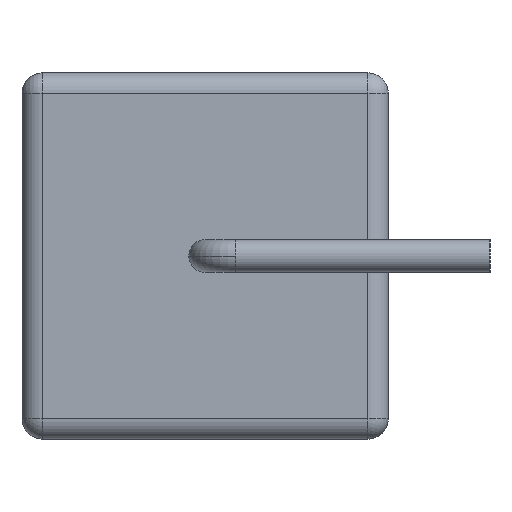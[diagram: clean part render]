
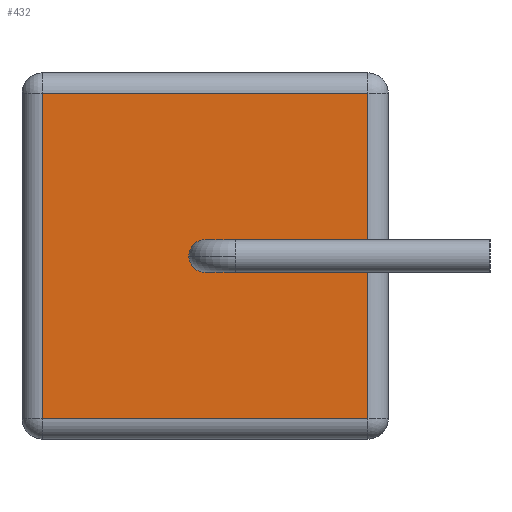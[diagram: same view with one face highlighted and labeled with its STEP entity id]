
A CAD part, left-side view. The second image highlights one B-rep face of the part: STEP entity #432.
In plain terms, the highlighted planar face has unit normal (-1, 0, 0).
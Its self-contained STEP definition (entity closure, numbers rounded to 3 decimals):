
#14 = VECTOR ( 'NONE', #684, 1000. ) ;
#63 = CARTESIAN_POINT ( 'NONE',  ( -37.5, 9.5, 4.5 ) ) ;
#113 = EDGE_CURVE ( 'NONE', #770, #724, #1090, .T. ) ;
#138 = DIRECTION ( 'NONE',  ( 0., 0., -1. ) ) ;
#219 = DIRECTION ( 'NONE',  ( 0., 0., -1. ) ) ;
#253 = CARTESIAN_POINT ( 'NONE',  ( -37.5, 9., -4. ) ) ;
#278 = DIRECTION ( 'NONE',  ( 0., 0., 1. ) ) ;
#285 = EDGE_LOOP ( 'NONE', ( #503, #693 ) ) ;
#286 = VERTEX_POINT ( 'NONE', #253 ) ;
#292 = EDGE_CURVE ( 'NONE', #286, #1149, #1030, .T. ) ;
#316 = CARTESIAN_POINT ( 'NONE',  ( -37.5, 9., 4. ) ) ;
#341 = CARTESIAN_POINT ( 'NONE',  ( -37.5, 9.5, -4. ) ) ;
#369 = LINE ( 'NONE', #690, #900 ) ;
#385 = VERTEX_POINT ( 'NONE', #789 ) ;
#392 = CARTESIAN_POINT ( 'NONE',  ( -37.5, 5., 0. ) ) ;
#413 = CIRCLE ( 'NONE', #764, 0.4 ) ;
#432 = ADVANCED_FACE ( 'NONE', ( #841, #719 ), #608, .F. ) ;
#456 = EDGE_CURVE ( 'NONE', #724, #286, #369, .T. ) ;
#459 = DIRECTION ( 'NONE',  ( 0., 0., -1. ) ) ;
#463 = ORIENTED_EDGE ( 'NONE', *, *, #456, .T. ) ;
#503 = ORIENTED_EDGE ( 'NONE', *, *, #673, .T. ) ;
#519 = DIRECTION ( 'NONE',  ( 1., 0., 0. ) ) ;
#526 = EDGE_CURVE ( 'NONE', #662, #385, #413, .T. ) ;
#546 = VECTOR ( 'NONE', #278, 1000. ) ;
#560 = EDGE_CURVE ( 'NONE', #1149, #770, #766, .T. ) ;
#562 = ORIENTED_EDGE ( 'NONE', *, *, #113, .T. ) ;
#580 = DIRECTION ( 'NONE',  ( 1., 0., 0. ) ) ;
#604 = CARTESIAN_POINT ( 'NONE',  ( -37.5, 1., -4. ) ) ;
#608 = PLANE ( 'NONE',  #889 ) ;
#632 = ORIENTED_EDGE ( 'NONE', *, *, #292, .T. ) ;
#662 = VERTEX_POINT ( 'NONE', #664 ) ;
#664 = CARTESIAN_POINT ( 'NONE',  ( -37.5, 5., 0.4 ) ) ;
#673 = EDGE_CURVE ( 'NONE', #385, #662, #717, .T. ) ;
#684 = DIRECTION ( 'NONE',  ( 0., -1., 0. ) ) ;
#690 = CARTESIAN_POINT ( 'NONE',  ( -37.5, 9., 4.5 ) ) ;
#691 = VECTOR ( 'NONE', #774, 1000. ) ;
#693 = ORIENTED_EDGE ( 'NONE', *, *, #526, .T. ) ;
#717 = CIRCLE ( 'NONE', #1142, 0.4 ) ;
#719 = FACE_OUTER_BOUND ( 'NONE', #932, .T. ) ;
#724 = VERTEX_POINT ( 'NONE', #316 ) ;
#764 = AXIS2_PLACEMENT_3D ( 'NONE', #1056, #955, #459 ) ;
#766 = LINE ( 'NONE', #883, #546 ) ;
#770 = VERTEX_POINT ( 'NONE', #816 ) ;
#774 = DIRECTION ( 'NONE',  ( 0., 1., 0. ) ) ;
#789 = CARTESIAN_POINT ( 'NONE',  ( -37.5, 5., -0.4 ) ) ;
#816 = CARTESIAN_POINT ( 'NONE',  ( -37.5, 1., 4. ) ) ;
#841 = FACE_BOUND ( 'NONE', #285, .T. ) ;
#883 = CARTESIAN_POINT ( 'NONE',  ( -37.5, 1., 4.5 ) ) ;
#889 = AXIS2_PLACEMENT_3D ( 'NONE', #63, #519, #936 ) ;
#900 = VECTOR ( 'NONE', #138, 1000. ) ;
#915 = ORIENTED_EDGE ( 'NONE', *, *, #560, .T. ) ;
#932 = EDGE_LOOP ( 'NONE', ( #632, #915, #562, #463 ) ) ;
#936 = DIRECTION ( 'NONE',  ( 0., 0., -1. ) ) ;
#955 = DIRECTION ( 'NONE',  ( 1., 0., 0. ) ) ;
#1026 = CARTESIAN_POINT ( 'NONE',  ( -37.5, 9.5, 4. ) ) ;
#1030 = LINE ( 'NONE', #341, #14 ) ;
#1056 = CARTESIAN_POINT ( 'NONE',  ( -37.5, 5., 0. ) ) ;
#1090 = LINE ( 'NONE', #1026, #691 ) ;
#1142 = AXIS2_PLACEMENT_3D ( 'NONE', #392, #580, #219 ) ;
#1149 = VERTEX_POINT ( 'NONE', #604 ) ;
